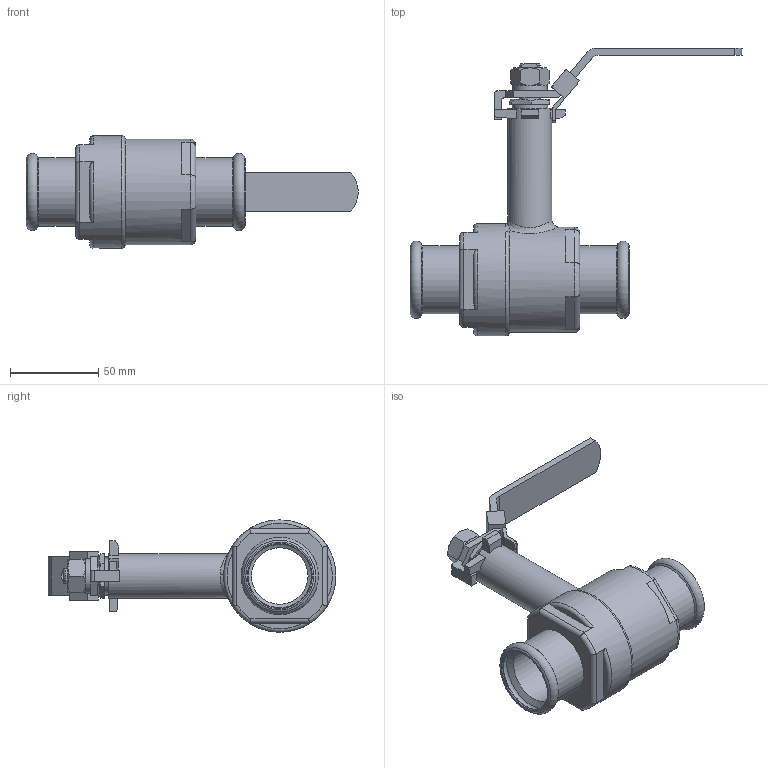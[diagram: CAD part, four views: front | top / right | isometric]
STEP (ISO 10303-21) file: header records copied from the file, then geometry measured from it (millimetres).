
FILE_DESCRIPTION(/* description */ ('Unknown'),/* implementation_level */ '2;1');
FILE_NAME(/* name */ 'R-621-SP-DN32',/* time_stamp */ '2024-05-15T13:22:49+08:00',/* author */ ('Unknown'),/* organization */ ('Unknown'),/* preprocessor_version */ 'ST-DEVELOPER v16.7',/* originating_system */ 'DEX',/* authorisation */ $);
FILE_SCHEMA (('AUTOMOTIVE_DESIGN {1 0 10303 214 3 1 1}'));
Length unit declared in the file: millimetre
Products named in the file (2): R-621-SP-DN32; V-2ASH DN32
Assembly tree (1 placements, depth 2):
  R-621-SP-DN32
    V-2ASH DN32
Bounding box: 187.75 x 162.75 x 63.5 mm (x, y, z)
Volume: 214621.8 mm3; surface area: 55248.8 mm2
Topology: 1 solids, 1 shells, 211 faces, 566 edges, 360 vertices
Faces by surface type: plane 112, cylinder 47, cone 28, torus 22, bspline 2
Full cylindrical faces by diameter (mm): 2 x1, 8 x1, 12 x1, 12.5 x1, 20 x1, 25 x1, 32 x1, 35.8 x2, 38.6 x2, 59.6 x1, 63.5 x1
Entity records: 7068 total; most frequent: CARTESIAN_POINT 1959, ORIENTED_EDGE 1048, DIRECTION 1017, EDGE_CURVE 524, AXIS2_PLACEMENT_3D 362, VERTEX_POINT 350, LINE 293, VECTOR 293
